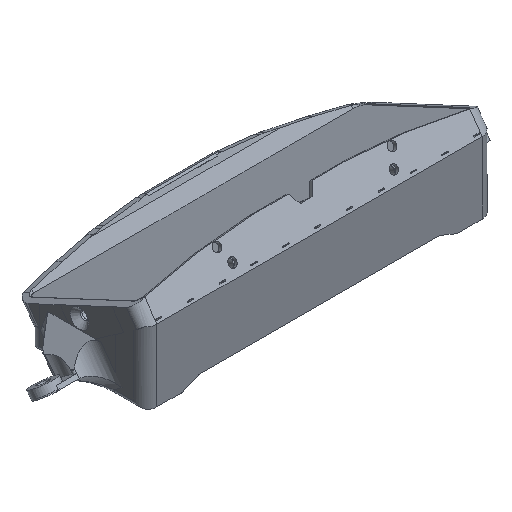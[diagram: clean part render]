
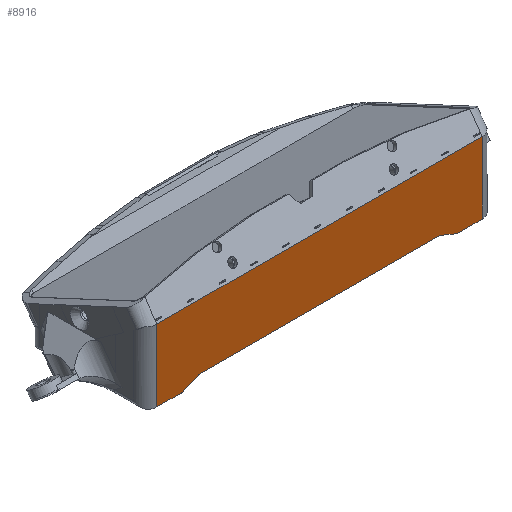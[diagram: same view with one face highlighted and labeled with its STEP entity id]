
A CAD part, isometric view. The second image highlights one B-rep face of the part: STEP entity #8916.
In plain terms, the highlighted planar face has unit normal (0, -1, 0).
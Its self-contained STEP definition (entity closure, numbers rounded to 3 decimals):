
#1009=FACE_OUTER_BOUND('',#1531,.T.);
#1531=EDGE_LOOP('',(#5997,#5998,#5999,#6000,#6001,#6002,#6003,#6004));
#2141=LINE('',#12636,#2907);
#2147=LINE('',#12648,#2913);
#2148=LINE('',#12650,#2914);
#2149=LINE('',#12652,#2915);
#2150=LINE('',#12654,#2916);
#2151=LINE('',#12656,#2917);
#2152=LINE('',#12658,#2918);
#2153=LINE('',#12659,#2919);
#2907=VECTOR('',#10336,10.);
#2913=VECTOR('',#10344,10.);
#2914=VECTOR('',#10345,10.);
#2915=VECTOR('',#10346,10.);
#2916=VECTOR('',#10347,10.);
#2917=VECTOR('',#10348,10.);
#2918=VECTOR('',#10349,10.);
#2919=VECTOR('',#10350,10.);
#3672=VERTEX_POINT('',#12633);
#3673=VERTEX_POINT('',#12635);
#3678=VERTEX_POINT('',#12647);
#3679=VERTEX_POINT('',#12649);
#3680=VERTEX_POINT('',#12651);
#3681=VERTEX_POINT('',#12653);
#3682=VERTEX_POINT('',#12655);
#3683=VERTEX_POINT('',#12657);
#4570=EDGE_CURVE('',#3673,#3672,#2141,.T.);
#4576=EDGE_CURVE('',#3678,#3672,#2147,.T.);
#4577=EDGE_CURVE('',#3678,#3679,#2148,.T.);
#4578=EDGE_CURVE('',#3679,#3680,#2149,.T.);
#4579=EDGE_CURVE('',#3680,#3681,#2150,.T.);
#4580=EDGE_CURVE('',#3682,#3681,#2151,.T.);
#4581=EDGE_CURVE('',#3683,#3682,#2152,.T.);
#4582=EDGE_CURVE('',#3673,#3683,#2153,.T.);
#5997=ORIENTED_EDGE('',*,*,#4576,.F.);
#5998=ORIENTED_EDGE('',*,*,#4577,.T.);
#5999=ORIENTED_EDGE('',*,*,#4578,.T.);
#6000=ORIENTED_EDGE('',*,*,#4579,.T.);
#6001=ORIENTED_EDGE('',*,*,#4580,.F.);
#6002=ORIENTED_EDGE('',*,*,#4581,.F.);
#6003=ORIENTED_EDGE('',*,*,#4582,.F.);
#6004=ORIENTED_EDGE('',*,*,#4570,.T.);
#8664=PLANE('',#9480);
#8916=ADVANCED_FACE('',(#1009),#8664,.T.);
#9480=AXIS2_PLACEMENT_3D('',#12646,#10342,#10343);
#10336=DIRECTION('',(1.,0.,0.));
#10342=DIRECTION('center_axis',(0.,-1.,0.));
#10343=DIRECTION('ref_axis',(1.,0.,0.));
#10344=DIRECTION('',(-0.927,0.,0.375));
#10345=DIRECTION('',(1.,0.,0.));
#10346=DIRECTION('',(0.,0.,1.));
#10347=DIRECTION('',(-1.,0.,0.));
#10348=DIRECTION('',(0.,0.,1.));
#10349=DIRECTION('',(-1.,0.,0.));
#10350=DIRECTION('',(-0.926,0.,-0.377));
#12633=CARTESIAN_POINT('',(95.095,-2.85,-0.2));
#12635=CARTESIAN_POINT('',(1.406,-2.85,-0.2));
#12636=CARTESIAN_POINT('',(15.138,-2.85,-0.2));
#12646=CARTESIAN_POINT('Origin',(-16.725,-2.85,0.));
#12647=CARTESIAN_POINT('',(101.973,-2.85,-2.981));
#12648=CARTESIAN_POINT('',(45.251,-2.85,19.955));
#12649=CARTESIAN_POINT('',(111.725,-2.85,-2.981));
#12650=CARTESIAN_POINT('',(80.738,-2.85,-2.981));
#12651=CARTESIAN_POINT('',(111.725,-2.85,25.));
#12652=CARTESIAN_POINT('',(111.725,-2.85,5.));
#12653=CARTESIAN_POINT('',(-15.225,-2.85,25.));
#12654=CARTESIAN_POINT('',(51.25,-2.85,25.));
#12655=CARTESIAN_POINT('',(-15.225,-2.85,-2.981));
#12656=CARTESIAN_POINT('',(-15.225,-2.85,5.));
#12657=CARTESIAN_POINT('',(-5.423,-2.85,-2.981));
#12658=CARTESIAN_POINT('',(-16.725,-2.85,-2.981));
#12659=CARTESIAN_POINT('',(-6.016,-2.85,-3.223));
